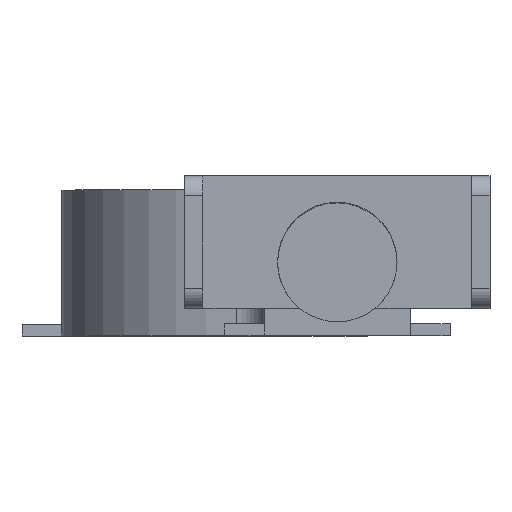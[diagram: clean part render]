
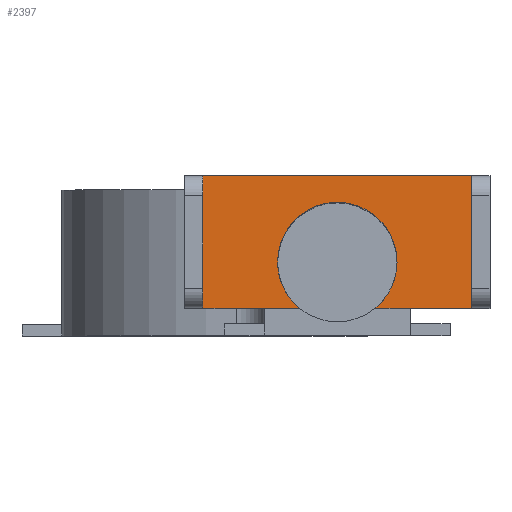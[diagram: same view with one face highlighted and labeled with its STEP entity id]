
A CAD part, top view. The second image highlights one B-rep face of the part: STEP entity #2397.
In plain terms, the highlighted planar face has unit normal (0, 0, 1).
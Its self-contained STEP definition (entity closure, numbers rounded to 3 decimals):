
#70 = CARTESIAN_POINT ( 'NONE',  ( 0., 0., 115.5 ) ) ;
#81 = ORIENTED_EDGE ( 'NONE', *, *, #3022, .T. ) ;
#135 = ORIENTED_EDGE ( 'NONE', *, *, #2363, .T. ) ;
#201 = VERTEX_POINT ( 'NONE', #2251 ) ;
#217 = EDGE_CURVE ( 'NONE', #1017, #3035, #2321, .T. ) ;
#231 = CARTESIAN_POINT ( 'NONE',  ( -20.25, -7., 115.5 ) ) ;
#286 = ORIENTED_EDGE ( 'NONE', *, *, #2301, .T. ) ;
#296 = CIRCLE ( 'NONE', #1908, 9. ) ;
#419 = AXIS2_PLACEMENT_3D ( 'NONE', #2514, #2735, #2753 ) ;
#498 = ORIENTED_EDGE ( 'NONE', *, *, #3177, .T. ) ;
#500 = LINE ( 'NONE', #1204, #932 ) ;
#777 = CARTESIAN_POINT ( 'NONE',  ( 5.657, -7., 115.5 ) ) ;
#833 = CARTESIAN_POINT ( 'NONE',  ( -20.25, -7., 115.5 ) ) ;
#932 = VECTOR ( 'NONE', #1674, 1000. ) ;
#942 = PLANE ( 'NONE',  #1044 ) ;
#943 = VECTOR ( 'NONE', #2279, 1000. ) ;
#946 = ORIENTED_EDGE ( 'NONE', *, *, #1677, .T. ) ;
#962 = VERTEX_POINT ( 'NONE', #2560 ) ;
#986 = CARTESIAN_POINT ( 'NONE',  ( -5.657, -7., 115.5 ) ) ;
#1017 = VERTEX_POINT ( 'NONE', #777 ) ;
#1044 = AXIS2_PLACEMENT_3D ( 'NONE', #1936, #2170, #2746 ) ;
#1105 = EDGE_CURVE ( 'NONE', #1673, #1655, #1942, .T. ) ;
#1114 = LINE ( 'NONE', #2112, #1719 ) ;
#1125 = ORIENTED_EDGE ( 'NONE', *, *, #217, .T. ) ;
#1204 = CARTESIAN_POINT ( 'NONE',  ( -20.25, 13., 115.5 ) ) ;
#1231 = LINE ( 'NONE', #231, #943 ) ;
#1273 = DIRECTION ( 'NONE',  ( 1., 0., 0. ) ) ;
#1353 = DIRECTION ( 'NONE',  ( 0., -1., 0. ) ) ;
#1495 = CARTESIAN_POINT ( 'NONE',  ( 0., 0., 115.5 ) ) ;
#1500 = DIRECTION ( 'NONE',  ( 1., 0., 0. ) ) ;
#1532 = DIRECTION ( 'NONE',  ( 0., 0., -1. ) ) ;
#1655 = VERTEX_POINT ( 'NONE', #2261 ) ;
#1673 = VERTEX_POINT ( 'NONE', #986 ) ;
#1674 = DIRECTION ( 'NONE',  ( -1., 0., 0. ) ) ;
#1677 = EDGE_CURVE ( 'NONE', #2506, #1017, #296, .T. ) ;
#1719 = VECTOR ( 'NONE', #3109, 1000. ) ;
#1839 = CIRCLE ( 'NONE', #419, 9. ) ;
#1908 = AXIS2_PLACEMENT_3D ( 'NONE', #1495, #2280, #3233 ) ;
#1917 = VERTEX_POINT ( 'NONE', #2699 ) ;
#1936 = CARTESIAN_POINT ( 'NONE',  ( 0., 0., 115.5 ) ) ;
#1942 = CIRCLE ( 'NONE', #2364, 9. ) ;
#2112 = CARTESIAN_POINT ( 'NONE',  ( 20.25, 13., 115.5 ) ) ;
#2170 = DIRECTION ( 'NONE',  ( 0., 0., 1. ) ) ;
#2248 = VECTOR ( 'NONE', #1353, 1000. ) ;
#2251 = CARTESIAN_POINT ( 'NONE',  ( -20.25, -7., 115.5 ) ) ;
#2261 = CARTESIAN_POINT ( 'NONE',  ( -9., 0., 115.5 ) ) ;
#2279 = DIRECTION ( 'NONE',  ( 1., 0., 0. ) ) ;
#2280 = DIRECTION ( 'NONE',  ( 0., 0., -1. ) ) ;
#2301 = EDGE_CURVE ( 'NONE', #3035, #962, #1114, .T. ) ;
#2321 = LINE ( 'NONE', #833, #2718 ) ;
#2363 = EDGE_CURVE ( 'NONE', #962, #1917, #500, .T. ) ;
#2364 = AXIS2_PLACEMENT_3D ( 'NONE', #70, #1532, #1500 ) ;
#2397 = ADVANCED_FACE ( 'NONE', ( #3189 ), #942, .T. ) ;
#2455 = ORIENTED_EDGE ( 'NONE', *, *, #2701, .T. ) ;
#2506 = VERTEX_POINT ( 'NONE', #2724 ) ;
#2514 = CARTESIAN_POINT ( 'NONE',  ( 0., 0., 115.5 ) ) ;
#2560 = CARTESIAN_POINT ( 'NONE',  ( 20.25, 13., 115.5 ) ) ;
#2571 = CARTESIAN_POINT ( 'NONE',  ( -20.25, 13., 115.5 ) ) ;
#2601 = LINE ( 'NONE', #2571, #2248 ) ;
#2614 = ORIENTED_EDGE ( 'NONE', *, *, #1105, .T. ) ;
#2699 = CARTESIAN_POINT ( 'NONE',  ( -20.25, 13., 115.5 ) ) ;
#2701 = EDGE_CURVE ( 'NONE', #201, #1673, #1231, .T. ) ;
#2718 = VECTOR ( 'NONE', #1273, 1000. ) ;
#2724 = CARTESIAN_POINT ( 'NONE',  ( 9., 0., 115.5 ) ) ;
#2735 = DIRECTION ( 'NONE',  ( 0., 0., -1. ) ) ;
#2746 = DIRECTION ( 'NONE',  ( 1., 0., 0. ) ) ;
#2753 = DIRECTION ( 'NONE',  ( 1., 0., 0. ) ) ;
#2962 = EDGE_LOOP ( 'NONE', ( #2455, #2614, #81, #946, #1125, #286, #135, #498 ) ) ;
#2974 = CARTESIAN_POINT ( 'NONE',  ( 20.25, -7., 115.5 ) ) ;
#3022 = EDGE_CURVE ( 'NONE', #1655, #2506, #1839, .T. ) ;
#3035 = VERTEX_POINT ( 'NONE', #2974 ) ;
#3109 = DIRECTION ( 'NONE',  ( 0., 1., 0. ) ) ;
#3177 = EDGE_CURVE ( 'NONE', #1917, #201, #2601, .T. ) ;
#3189 = FACE_OUTER_BOUND ( 'NONE', #2962, .T. ) ;
#3233 = DIRECTION ( 'NONE',  ( 1., 0., 0. ) ) ;
